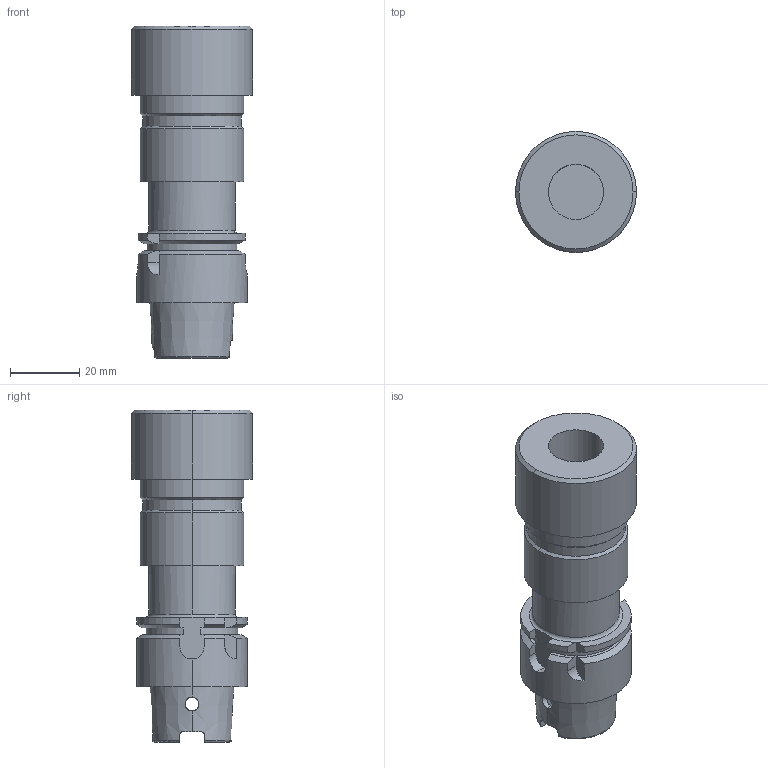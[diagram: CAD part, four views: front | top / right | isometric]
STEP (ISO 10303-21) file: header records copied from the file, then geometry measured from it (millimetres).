
FILE_DESCRIPTION (( 'STEP AP203' ), '1' );
FILE_NAME ('STP-31284.STEP', '2018-09-21T05:07:56', ( 'user' ), ( '' ), 'SwSTEP 2.0', 'SolidWorks 2015', '' );
FILE_SCHEMA (( 'CONFIG_CONTROL_DESIGN' ));
Length unit declared in the file: millimetre
Products named in the file (1): STP-31284
Bounding box: 35 x 35 x 96 mm (x, y, z)
Volume: 52109.1 mm3; surface area: 14963.8 mm2
Topology: 1 solids, 1 shells, 103 faces, 269 edges, 169 vertices
Faces by surface type: cylinder 39, plane 36, cone 20, torus 7, bspline 1
Entity records: 3665 total; most frequent: CARTESIAN_POINT 1087, ORIENTED_EDGE 538, DIRECTION 515, EDGE_CURVE 269, AXIS2_PLACEMENT_3D 199, VERTEX_POINT 169, LINE 117, VECTOR 117
